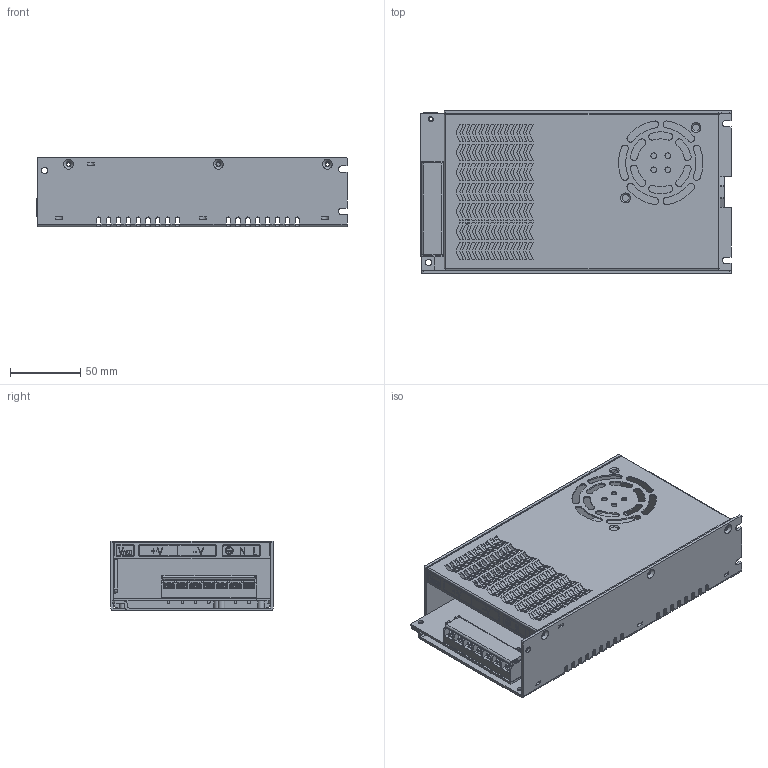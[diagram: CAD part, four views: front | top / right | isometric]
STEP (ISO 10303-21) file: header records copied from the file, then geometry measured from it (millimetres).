
FILE_DESCRIPTION(/* description */ (''),/* implementation_level */ '2;1');
FILE_NAME(/* name */ 'MRS-350W.stp',/* time_stamp */ '2023-07-21T16:02:31+08:00',/* author */ (''),/* organization */ (''),/* preprocessor_version */ 'ST-DEVELOPER v19.3',/* originating_system */ 'SIEMENS PLM Software NX2212.3001',/* authorisation */ '');
FILE_SCHEMA (('AP203_CONFIGURATION_CONTROLLED_3D_DESIGN_OF_MECHANICAL_PARTS_AND_ASSEMBLIES_MIM_LF { 1 0 10303 403 2 1 2}'));
Products named in the file (7): A01J1DZP0000010; MPS-350W-A01P01; 铆钉; A04WJJSK0000011; A04WJJSK0000012; MPS-350W-A01; MRS-350W
Assembly tree (10 placements, depth 3):
  MRS-350W
    A04WJJSK0000012
    MPS-350W-A01
      MPS-350W-A01P01
      A01J1DZP0000010
    A04WJJSK0000011
    铆钉  x5
Bounding box: 220.5 x 115.5 x 49.5 mm (x, y, z)
Volume: 158172.3 mm3; surface area: 208127.1 mm2
Topology: 9 solids, 9 shells, 2207 faces, 7055 edges, 4861 vertices
Faces by surface type: plane 1560, cylinder 530, cone 48, torus 36, extrusion 25, bspline 4, sphere 4
Full cylindrical faces by diameter (mm): 2.5 x10, 2.6 x6, 3.4 x11, 3.6 x2, 3.7 x2, 4 x4, 4.5 x3, 4.8 x10, 5.5 x1
Entity records: 80101 total; most frequent: CARTESIAN_POINT 19123, ORIENTED_EDGE 13732, DIRECTION 10934, EDGE_CURVE 6866, VERTEX_POINT 4771, VECTOR 4032, LINE 4007, AXIS2_PLACEMENT_3D 3451
